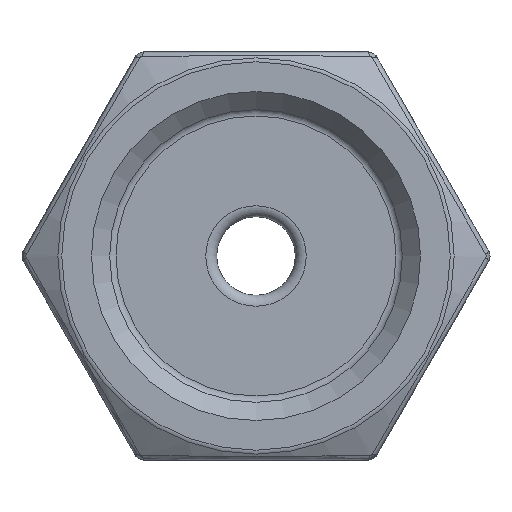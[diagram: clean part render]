
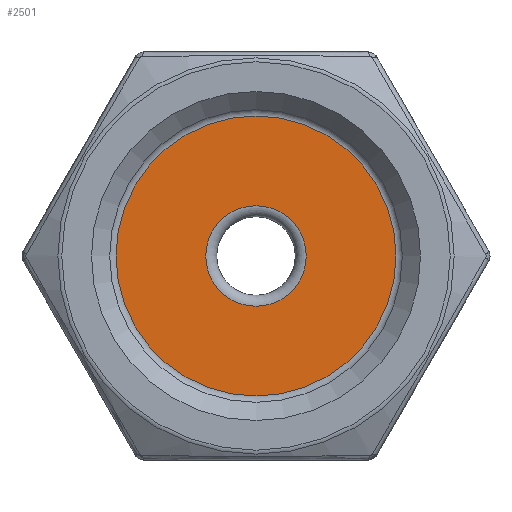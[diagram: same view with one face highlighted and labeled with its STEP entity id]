
A CAD part, left-side view. The second image highlights one B-rep face of the part: STEP entity #2501.
In plain terms, the highlighted planar face has unit normal (-1, 0, 0).
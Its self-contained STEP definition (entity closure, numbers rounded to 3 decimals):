
#391 = CARTESIAN_POINT ( 'NONE',  ( 14.7, 0., 0. ) ) ;
#688 = CARTESIAN_POINT ( 'NONE',  ( 14.7, 0., -3.2 ) ) ;
#1218 = ORIENTED_EDGE ( 'NONE', *, *, #9036, .T. ) ;
#1821 = CIRCLE ( 'NONE', #5103, 3.2 ) ;
#2085 = CIRCLE ( 'NONE', #3964, 8.915 ) ;
#2198 = DIRECTION ( 'NONE',  ( 0., 1., 0. ) ) ;
#2501 = ADVANCED_FACE ( 'NONE', ( #9617, #3018 ), #8691, .F. ) ;
#2628 = AXIS2_PLACEMENT_3D ( 'NONE', #5664, #10058, #2198 ) ;
#2962 = CARTESIAN_POINT ( 'NONE',  ( 14.7, 0., 8.916 ) ) ;
#3018 = FACE_OUTER_BOUND ( 'NONE', #8316, .T. ) ;
#3439 = CARTESIAN_POINT ( 'NONE',  ( 14.7, 0., 0. ) ) ;
#3964 = AXIS2_PLACEMENT_3D ( 'NONE', #391, #14030, #5008 ) ;
#5008 = DIRECTION ( 'NONE',  ( 0., 0., 1. ) ) ;
#5103 = AXIS2_PLACEMENT_3D ( 'NONE', #3439, #5724, #11218 ) ;
#5664 = CARTESIAN_POINT ( 'NONE',  ( 14.7, 0., -9.415 ) ) ;
#5724 = DIRECTION ( 'NONE',  ( 1., 0., 0. ) ) ;
#6036 = ORIENTED_EDGE ( 'NONE', *, *, #12437, .F. ) ;
#8316 = EDGE_LOOP ( 'NONE', ( #6036 ) ) ;
#8691 = PLANE ( 'NONE',  #2628 ) ;
#9036 = EDGE_CURVE ( 'NONE', #14042, #14042, #1821, .T. ) ;
#9617 = FACE_BOUND ( 'NONE', #11441, .T. ) ;
#10058 = DIRECTION ( 'NONE',  ( 1., 0., 0. ) ) ;
#11218 = DIRECTION ( 'NONE',  ( 0., 0., -1. ) ) ;
#11441 = EDGE_LOOP ( 'NONE', ( #1218 ) ) ;
#12437 = EDGE_CURVE ( 'NONE', #13026, #13026, #2085, .T. ) ;
#13026 = VERTEX_POINT ( 'NONE', #2962 ) ;
#14030 = DIRECTION ( 'NONE',  ( 1., 0., 0. ) ) ;
#14042 = VERTEX_POINT ( 'NONE', #688 ) ;
